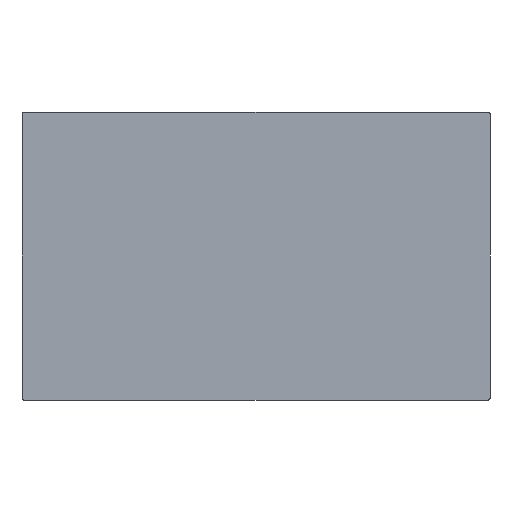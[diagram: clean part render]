
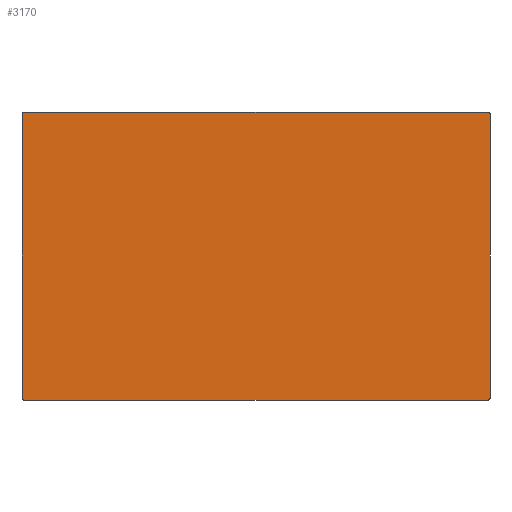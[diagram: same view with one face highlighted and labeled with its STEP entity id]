
A CAD part, front view. The second image highlights one B-rep face of the part: STEP entity #3170.
In plain terms, the highlighted planar face has unit normal (0, -1, 0).
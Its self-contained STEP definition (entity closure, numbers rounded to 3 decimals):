
#114=PLANE('',#3374);
#253=FACE_OUTER_BOUND('',#421,.T.);
#421=EDGE_LOOP('',(#2582,#2583,#2584,#2585,#2586,#2587,#2588,#2589));
#616=LINE('',#4467,#996);
#622=LINE('',#4482,#1002);
#624=LINE('',#4488,#1004);
#792=LINE('',#5395,#1172);
#996=VECTOR('',#3603,10.);
#1002=VECTOR('',#3619,10.);
#1004=VECTOR('',#3627,10.);
#1172=VECTOR('',#3961,10.);
#1258=CIRCLE('',#3268,0.1);
#1271=CIRCLE('',#3284,0.1);
#1272=CIRCLE('',#3286,0.1);
#1273=CIRCLE('',#3289,0.1);
#1298=VERTEX_POINT('',#4203);
#1299=VERTEX_POINT('',#4204);
#1428=VERTEX_POINT('',#4466);
#1429=VERTEX_POINT('',#4470);
#1430=VERTEX_POINT('',#4474);
#1431=VERTEX_POINT('',#4475);
#1432=VERTEX_POINT('',#4480);
#1433=VERTEX_POINT('',#4484);
#1586=EDGE_CURVE('',#1298,#1299,#1258,.T.);
#1717=EDGE_CURVE('',#1428,#1299,#616,.T.);
#1719=EDGE_CURVE('',#1428,#1429,#1271,.T.);
#1721=EDGE_CURVE('',#1430,#1431,#1272,.T.);
#1725=EDGE_CURVE('',#1430,#1432,#622,.T.);
#1726=EDGE_CURVE('',#1433,#1432,#1273,.T.);
#1728=EDGE_CURVE('',#1433,#1429,#624,.T.);
#1952=EDGE_CURVE('',#1298,#1431,#792,.T.);
#2582=ORIENTED_EDGE('',*,*,#1586,.F.);
#2583=ORIENTED_EDGE('',*,*,#1952,.T.);
#2584=ORIENTED_EDGE('',*,*,#1721,.F.);
#2585=ORIENTED_EDGE('',*,*,#1725,.T.);
#2586=ORIENTED_EDGE('',*,*,#1726,.F.);
#2587=ORIENTED_EDGE('',*,*,#1728,.T.);
#2588=ORIENTED_EDGE('',*,*,#1719,.F.);
#2589=ORIENTED_EDGE('',*,*,#1717,.T.);
#3170=ADVANCED_FACE('',(#253),#114,.T.);
#3268=AXIS2_PLACEMENT_3D('',#4205,#3455,#3456);
#3284=AXIS2_PLACEMENT_3D('',#4471,#3607,#3608);
#3286=AXIS2_PLACEMENT_3D('',#4476,#3612,#3613);
#3289=AXIS2_PLACEMENT_3D('',#4485,#3622,#3623);
#3374=AXIS2_PLACEMENT_3D('',#5396,#3962,#3963);
#3455=DIRECTION('center_axis',(0.,1.,0.));
#3456=DIRECTION('ref_axis',(0.707,0.,0.707));
#3603=DIRECTION('',(0.,0.,1.));
#3607=DIRECTION('center_axis',(0.,1.,0.));
#3608=DIRECTION('ref_axis',(0.707,0.,-0.707));
#3612=DIRECTION('center_axis',(0.,1.,0.));
#3613=DIRECTION('ref_axis',(-0.707,0.,0.707));
#3619=DIRECTION('',(0.,0.,-1.));
#3622=DIRECTION('center_axis',(0.,1.,0.));
#3623=DIRECTION('ref_axis',(-0.707,0.,-0.707));
#3627=DIRECTION('',(1.,0.,0.));
#3961=DIRECTION('',(-1.,0.,0.));
#3962=DIRECTION('center_axis',(0.,-1.,0.));
#3963=DIRECTION('ref_axis',(0.,0.,-1.));
#4203=CARTESIAN_POINT('',(12.9,-0.8,8.));
#4204=CARTESIAN_POINT('',(13.,-0.8,7.9));
#4205=CARTESIAN_POINT('Origin',(12.9,-0.8,7.9));
#4466=CARTESIAN_POINT('',(13.,-0.8,-7.9));
#4467=CARTESIAN_POINT('',(13.,-0.8,8.));
#4470=CARTESIAN_POINT('',(12.9,-0.8,-8.));
#4471=CARTESIAN_POINT('Origin',(12.9,-0.8,-7.9));
#4474=CARTESIAN_POINT('',(-13.,-0.8,7.9));
#4475=CARTESIAN_POINT('',(-12.9,-0.8,8.));
#4476=CARTESIAN_POINT('Origin',(-12.9,-0.8,7.9));
#4480=CARTESIAN_POINT('',(-13.,-0.8,-7.9));
#4482=CARTESIAN_POINT('',(-13.,-0.8,-8.));
#4484=CARTESIAN_POINT('',(-12.9,-0.8,-8.));
#4485=CARTESIAN_POINT('Origin',(-12.9,-0.8,-7.9));
#4488=CARTESIAN_POINT('',(13.,-0.8,-8.));
#5395=CARTESIAN_POINT('',(-13.,-0.8,8.));
#5396=CARTESIAN_POINT('Origin',(0.,-0.8,0.));
